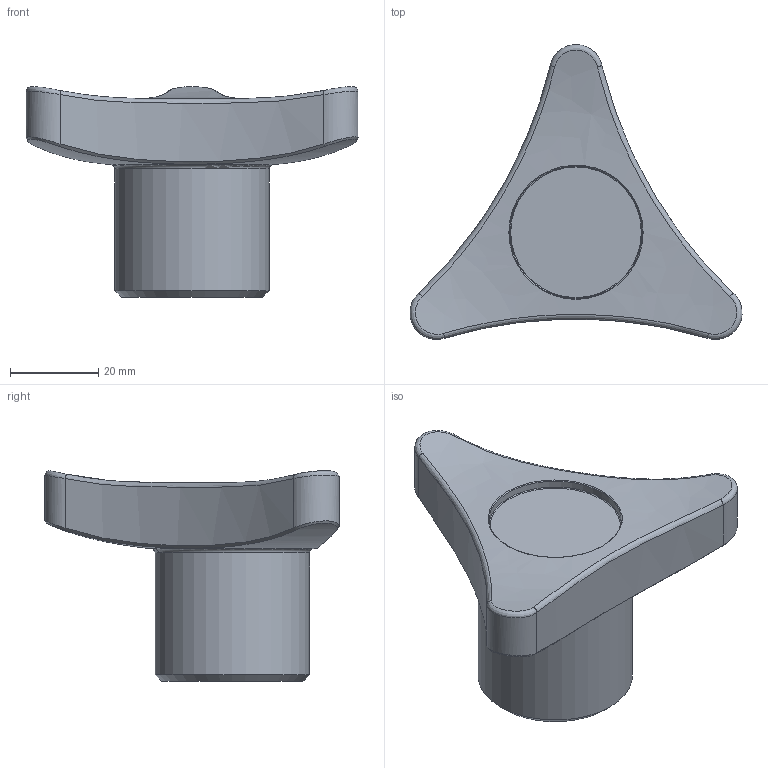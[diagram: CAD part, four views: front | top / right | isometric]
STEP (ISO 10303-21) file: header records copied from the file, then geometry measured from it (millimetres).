
FILE_DESCRIPTION( ( 'Unknown' ), '1' );
FILE_NAME( '6111065_3P85_B_M16.stp', 'Unknown', ( 'Unknown' ), ( 'Unknown' ), 'PSStep 11.0', 'Unknown', ' ' );
FILE_SCHEMA( ( 'AUTOMOTIVE_DESIGN { 1 0 10303 214 1 1 1 1 }' ) );
Length unit declared in the file: millimetre
Products named in the file (1): 6111065
Bounding box: 75.21 x 66.75 x 47.7 mm (x, y, z)
Volume: 58852 mm3; surface area: 12004.2 mm2
Topology: 1 solids, 1 shells, 31 faces, 69 edges, 40 vertices
Faces by surface type: bspline 12, cylinder 9, cone 3, torus 3, plane 2, revolution 2
Full cylindrical faces by diameter (mm): 13.835 x1, 30 x1, 35 x1
Entity records: 3957 total; most frequent: CARTESIAN_POINT 3176, ORIENTED_EDGE 106, DIRECTION 78, EDGE_CURVE 53, EDGE_LOOP 42, FACE_OUTER_BOUND 39, VERTEX_POINT 36, AXIS2_PLACEMENT_3D 35
